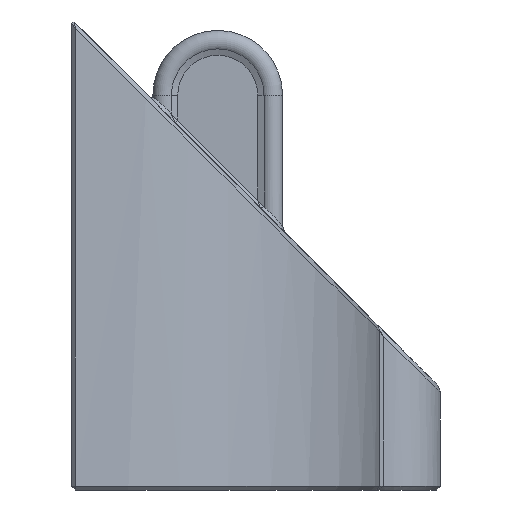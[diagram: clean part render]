
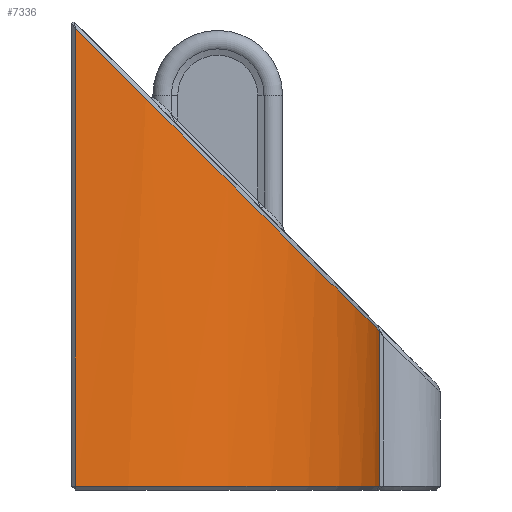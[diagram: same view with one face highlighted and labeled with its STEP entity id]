
A CAD part, left-side view. The second image highlights one B-rep face of the part: STEP entity #7336.
In plain terms, the highlighted cylindrical face has radius 40.58 mm (diameter 81.16 mm), a partial arc.
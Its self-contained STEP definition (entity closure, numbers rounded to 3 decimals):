
#88=CYLINDRICAL_SURFACE('',#7893,40.58);
#247=CIRCLE('',#7877,40.58);
#628=FACE_OUTER_BOUND('',#1131,.T.);
#1131=EDGE_LOOP('',(#5876,#5877,#5878,#5879,#5880));
#1474=B_SPLINE_CURVE_WITH_KNOTS('',3,(#13497,#13498,#13499,#13500,#13501),
 .UNSPECIFIED.,.F.,.F.,(4,1,4),(-7.833,-7.399,-7.064),
 .UNSPECIFIED.);
#1475=B_SPLINE_CURVE_WITH_KNOTS('',3,(#13502,#13503,#13504,#13505,#13506,
#13507),.UNSPECIFIED.,.F.,.F.,(4,1,1,4),(-7.064,-6.953,
-6.506,-6.283),.UNSPECIFIED.);
#1862=LINE('',#13434,#2629);
#1883=LINE('',#13625,#2650);
#2629=VECTOR('',#9123,10.);
#2650=VECTOR('',#9184,10.);
#3383=VERTEX_POINT('',#13391);
#3391=VERTEX_POINT('',#13426);
#3393=VERTEX_POINT('',#13438);
#3399=VERTEX_POINT('',#13465);
#3400=VERTEX_POINT('',#13496);
#4221=EDGE_CURVE('',#3391,#3383,#1862,.T.);
#4226=EDGE_CURVE('',#3393,#3391,#247,.T.);
#4240=EDGE_CURVE('',#3383,#3400,#1474,.T.);
#4241=EDGE_CURVE('',#3400,#3399,#1475,.T.);
#4253=EDGE_CURVE('',#3399,#3393,#1883,.T.);
#5876=ORIENTED_EDGE('',*,*,#4241,.F.);
#5877=ORIENTED_EDGE('',*,*,#4240,.F.);
#5878=ORIENTED_EDGE('',*,*,#4221,.F.);
#5879=ORIENTED_EDGE('',*,*,#4226,.F.);
#5880=ORIENTED_EDGE('',*,*,#4253,.F.);
#7336=ADVANCED_FACE('',(#628),#88,.T.);
#7877=AXIS2_PLACEMENT_3D('',#13444,#9134,#9135);
#7893=AXIS2_PLACEMENT_3D('',#13624,#9182,#9183);
#9123=DIRECTION('',(0.,0.,1.));
#9134=DIRECTION('center_axis',(0.,0.,-1.));
#9135=DIRECTION('ref_axis',(0.,-1.,0.));
#9182=DIRECTION('center_axis',(0.,0.,-1.));
#9183=DIRECTION('ref_axis',(0.,-1.,0.));
#9184=DIRECTION('',(0.,0.,-1.));
#13391=CARTESIAN_POINT('',(99.728,-0.85,-43.445));
#13426=CARTESIAN_POINT('',(99.728,-0.85,-103.738));
#13434=CARTESIAN_POINT('',(99.728,-0.85,-102.238));
#13438=CARTESIAN_POINT('',(140.305,-40.93,-103.738));
#13444=CARTESIAN_POINT('Origin',(140.305,-0.35,-103.738));
#13465=CARTESIAN_POINT('',(140.305,-40.93,-83.318));
#13496=CARTESIAN_POINT('',(111.533,-28.967,-71.466));
#13497=CARTESIAN_POINT('Ctrl Pts',(99.728,-0.85,
-43.445));
#13498=CARTESIAN_POINT('Ctrl Pts',(99.802,-6.721,-49.315));
#13499=CARTESIAN_POINT('Ctrl Pts',(102.221,-17.098,-59.67));
#13500=CARTESIAN_POINT('Ctrl Pts',(108.328,-25.739,-68.261));
#13501=CARTESIAN_POINT('Ctrl Pts',(111.533,-28.967,-71.466));
#13502=CARTESIAN_POINT('Ctrl Pts',(111.533,-28.967,-71.466));
#13503=CARTESIAN_POINT('Ctrl Pts',(112.602,-30.043,-72.535));
#13504=CARTESIAN_POINT('Ctrl Pts',(118.248,-35.126,-77.58));
#13505=CARTESIAN_POINT('Ctrl Pts',(128.079,-39.898,-82.298));
#13506=CARTESIAN_POINT('Ctrl Pts',(137.25,-40.93,-83.318));
#13507=CARTESIAN_POINT('Ctrl Pts',(140.305,-40.93,-83.318));
#13624=CARTESIAN_POINT('Origin',(140.305,-0.35,-102.238));
#13625=CARTESIAN_POINT('',(140.305,-40.93,-102.238));
